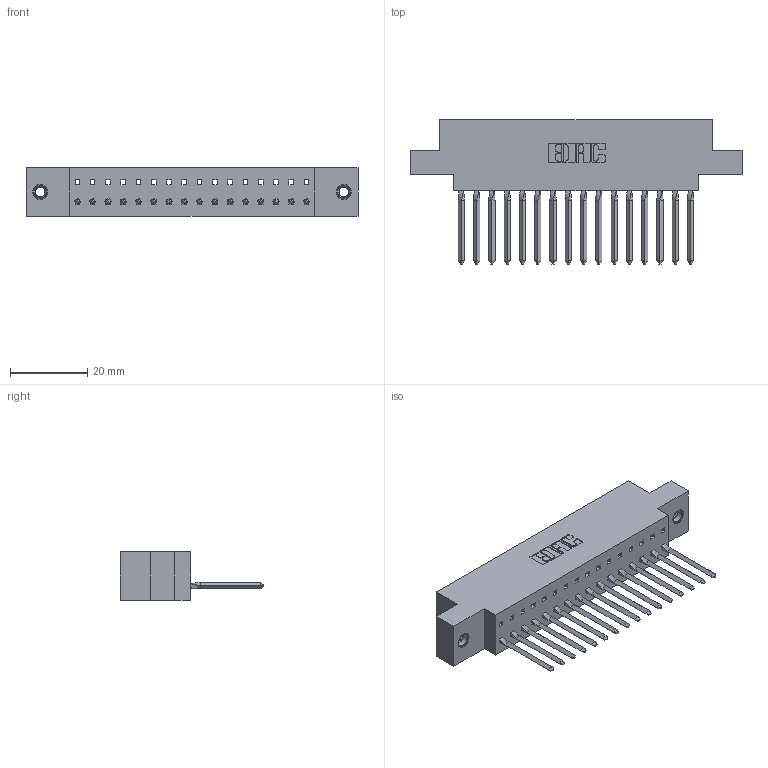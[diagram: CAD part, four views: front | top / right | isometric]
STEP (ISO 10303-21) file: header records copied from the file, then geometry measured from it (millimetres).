
FILE_DESCRIPTION (( 'STEP AP203' ), '1' );
FILE_NAME ('317-016-542-607.STEP', '2020-02-27T15:10:51', ( '' ), ( '' ), 'SwSTEP 2.0', 'SolidWorks 2016', '' );
FILE_SCHEMA (( 'CONFIG_CONTROL_DESIGN' ));
Length unit declared in the file: inch
Products named in the file (4): 317-290-003_542; 317 Part_.156 Dia - TI; 317-016-542-607; 345-250-001_345-250-005-103
Assembly tree (19 placements, depth 2):
  317-016-542-607
    317 Part_.156 Dia - TI
    317-290-003_542  x16
    345-250-001_345-250-005-103  x2
Bounding box: 86.11 x 37.34 x 12.7 mm (x, y, z)
Volume: 12596.2 mm3; surface area: 14819.1 mm2
Topology: 19 solids, 19 shells, 1362 faces, 3883 edges, 2506 vertices
Faces by surface type: plane 1114, cylinder 168, bspline 64, cone 12, torus 4
Entity records: 26446 total; most frequent: CARTESIAN_POINT 4904, ORIENTED_EDGE 4576, DIRECTION 3902, EDGE_CURVE 2288, LINE 2098, VECTOR 2098, VERTEX_POINT 1516, AXIS2_PLACEMENT_3D 902
